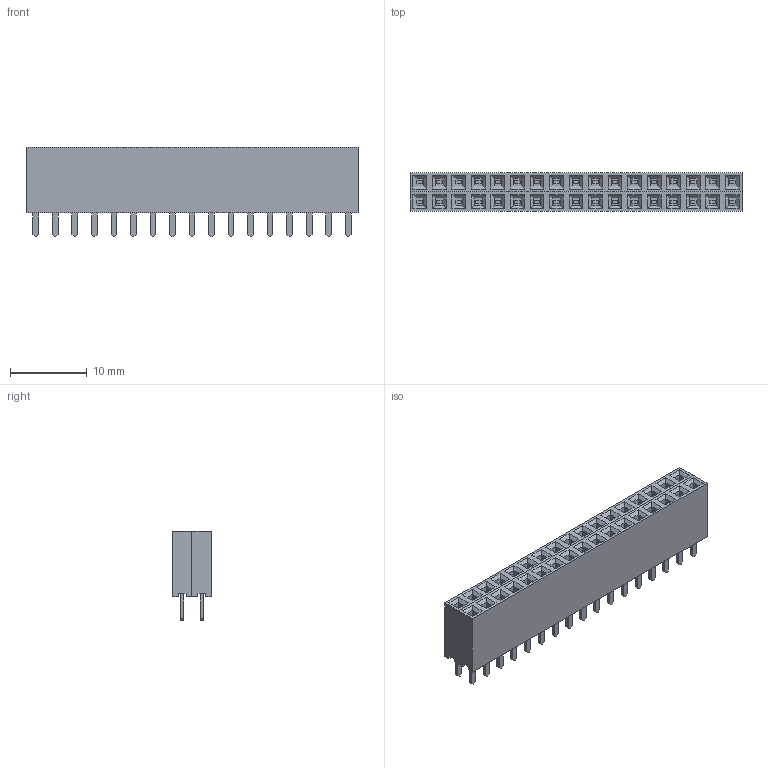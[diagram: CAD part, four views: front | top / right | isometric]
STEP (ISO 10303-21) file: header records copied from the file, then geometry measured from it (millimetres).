
FILE_DESCRIPTION(/* description */ (''),/* implementation_level */ '2;1');
FILE_NAME(/* name */ 'PBS_17x2_Cyan.step',/* time_stamp */ '2020-05-15T20:42:58+03:00',/* author */ ('vlad.lapshuda'),/* organization */ (''),/* preprocessor_version */ 'ST-DEVELOPER v17.2',/* originating_system */ 'Autodesk Translation Framework v7.6.0.251',/* authorisation */ '');
FILE_SCHEMA (('AUTOMOTIVE_DESIGN { 1 0 10303 214 3 1 1 }'));
Length unit declared in the file: millimetre
Products named in the file (2): PBS_17x2; PBS_Contacts
Assembly tree (1 placements, depth 2):
  PBS_17x2
    PBS_Contacts
Bounding box: 43.18 x 5.04 x 11.6 mm (x, y, z)
Volume: 1559.9 mm3; surface area: 3423.4 mm2
Topology: 36 solids, 36 shells, 598 faces, 1340 edges, 848 vertices
Faces by surface type: plane 598
Entity records: 16110 total; most frequent: CARTESIAN_POINT 2789, ORIENTED_EDGE 2680, DIRECTION 2542, LINE 1340, VECTOR 1340, EDGE_CURVE 1340, VERTEX_POINT 848, EDGE_LOOP 632
